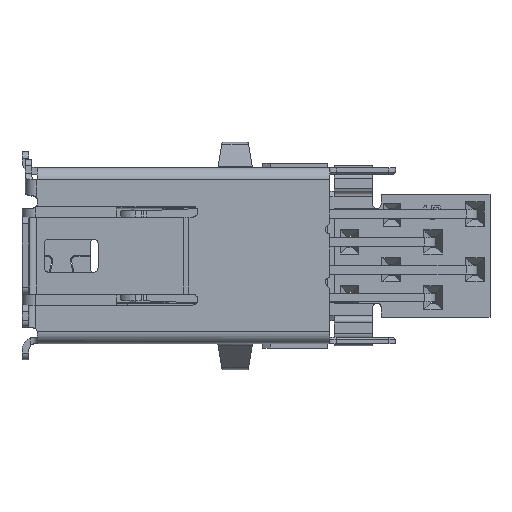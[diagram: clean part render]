
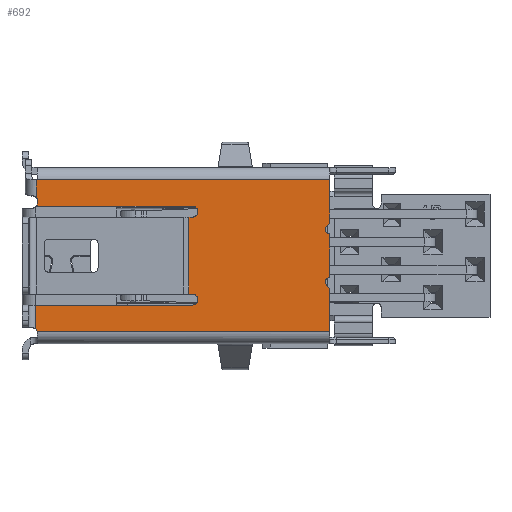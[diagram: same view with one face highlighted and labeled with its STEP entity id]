
A CAD part, top view. The second image highlights one B-rep face of the part: STEP entity #692.
In plain terms, the highlighted planar face has unit normal (0, 0, 1).
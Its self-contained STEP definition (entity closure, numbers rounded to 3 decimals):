
#77=CARTESIAN_POINT('',(-2.4,-1.75,2.95));
#78=VERTEX_POINT('',#77);
#79=CARTESIAN_POINT('',(-2.556,-1.75,2.95));
#80=VERTEX_POINT('',#79);
#81=CARTESIAN_POINT('',(-2.4,-1.75,2.95));
#82=DIRECTION('',(-1.,0.,0.));
#83=VECTOR('',#82,0.156);
#84=LINE('',#81,#83);
#85=EDGE_CURVE('',#78,#80,#84,.T.);
#483=CARTESIAN_POINT('',(-2.15,-2.,2.95));
#484=VERTEX_POINT('',#483);
#491=CARTESIAN_POINT('',(-2.4,-2.,2.95));
#492=DIRECTION('',(1.,0.,0.));
#493=DIRECTION('',(0.,0.,1.));
#494=AXIS2_PLACEMENT_3D('',#491,#493,#492);
#495=CIRCLE('',#494,0.25);
#496=EDGE_CURVE('',#484,#78,#495,.T.);
#502=CARTESIAN_POINT('',(-2.851,0.,2.95));
#503=DIRECTION('',(0.,1.,0.));
#504=DIRECTION('',(0.,0.,1.));
#505=AXIS2_PLACEMENT_3D('',#502,#504,#503);
#506=PLANE('',#505);
#507=CARTESIAN_POINT('',(-2.4,2.25,2.95));
#508=VERTEX_POINT('',#507);
#509=CARTESIAN_POINT('',(-2.15,2.,2.95));
#510=VERTEX_POINT('',#509);
#511=CARTESIAN_POINT('',(-2.4,2.,2.95));
#512=DIRECTION('',(0.,1.,0.));
#513=DIRECTION('',(0.,0.,-1.));
#514=AXIS2_PLACEMENT_3D('',#511,#513,#512);
#515=CIRCLE('',#514,0.25);
#516=EDGE_CURVE('',#508,#510,#515,.T.);
#517=ORIENTED_EDGE('',*,*,#516,.T.);
#518=CARTESIAN_POINT('',(-2.4,1.75,2.95));
#519=VERTEX_POINT('',#518);
#520=CARTESIAN_POINT('',(-2.4,2.,2.95));
#521=DIRECTION('',(1.,0.,0.));
#522=DIRECTION('',(0.,0.,-1.));
#523=AXIS2_PLACEMENT_3D('',#520,#522,#521);
#524=CIRCLE('',#523,0.25);
#525=EDGE_CURVE('',#510,#519,#524,.T.);
#526=ORIENTED_EDGE('',*,*,#525,.T.);
#527=CARTESIAN_POINT('',(-2.556,1.75,2.95));
#528=VERTEX_POINT('',#527);
#529=CARTESIAN_POINT('',(-2.4,1.75,2.95));
#530=DIRECTION('',(-1.,0.,0.));
#531=VECTOR('',#530,0.156);
#532=LINE('',#529,#531);
#533=EDGE_CURVE('',#519,#528,#532,.T.);
#534=ORIENTED_EDGE('',*,*,#533,.T.);
#535=CARTESIAN_POINT('',(-2.556,1.75,2.95));
#536=DIRECTION('',(0.,-1.,0.));
#537=VECTOR('',#536,3.5);
#538=LINE('',#535,#537);
#539=EDGE_CURVE('',#528,#80,#538,.T.);
#540=ORIENTED_EDGE('',*,*,#539,.T.);
#541=ORIENTED_EDGE('',*,*,#85,.F.);
#542=ORIENTED_EDGE('',*,*,#496,.F.);
#543=CARTESIAN_POINT('',(-2.4,-2.25,2.95));
#544=VERTEX_POINT('',#543);
#545=CARTESIAN_POINT('',(-2.4,-2.,2.95));
#546=DIRECTION('',(1.,0.,0.));
#547=DIRECTION('',(0.,0.,-1.));
#548=AXIS2_PLACEMENT_3D('',#545,#547,#546);
#549=CIRCLE('',#548,0.25);
#550=EDGE_CURVE('',#484,#544,#549,.T.);
#551=ORIENTED_EDGE('',*,*,#550,.T.);
#552=CARTESIAN_POINT('',(-9.55,-2.25,2.95));
#553=VERTEX_POINT('',#552);
#554=CARTESIAN_POINT('',(-2.4,-2.25,2.95));
#555=DIRECTION('',(-1.,0.,0.));
#556=VECTOR('',#555,7.15);
#557=LINE('',#554,#556);
#558=EDGE_CURVE('',#544,#553,#557,.T.);
#559=ORIENTED_EDGE('',*,*,#558,.T.);
#560=CARTESIAN_POINT('',(-9.55,-3.326,2.95));
#561=VERTEX_POINT('',#560);
#562=CARTESIAN_POINT('',(-9.55,-2.25,2.95));
#563=DIRECTION('',(0.,-1.,0.));
#564=VECTOR('',#563,1.076);
#565=LINE('',#562,#564);
#566=EDGE_CURVE('',#553,#561,#565,.T.);
#567=ORIENTED_EDGE('',*,*,#566,.T.);
#568=CARTESIAN_POINT('',(-9.465,-3.455,2.95));
#569=VERTEX_POINT('',#568);
#570=CARTESIAN_POINT('',(-9.75,-3.55,2.95));
#571=DIRECTION('',(0.667,0.745,0.));
#572=DIRECTION('',(0.,0.,-1.));
#573=AXIS2_PLACEMENT_3D('',#570,#572,#571);
#574=CIRCLE('',#573,0.3);
#575=EDGE_CURVE('',#561,#569,#574,.T.);
#576=ORIENTED_EDGE('',*,*,#575,.T.);
#577=CARTESIAN_POINT('',(3.85,-3.455,2.95));
#578=VERTEX_POINT('',#577);
#579=CARTESIAN_POINT('',(-9.465,-3.455,2.95));
#580=DIRECTION('',(1.,0.,0.));
#581=VECTOR('',#580,13.315);
#582=LINE('',#579,#581);
#583=EDGE_CURVE('',#569,#578,#582,.T.);
#584=ORIENTED_EDGE('',*,*,#583,.T.);
#585=CARTESIAN_POINT('',(3.85,-1.483,2.95));
#586=VERTEX_POINT('',#585);
#587=CARTESIAN_POINT('',(3.85,-3.455,2.95));
#588=DIRECTION('',(0.,1.,0.));
#589=VECTOR('',#588,1.972);
#590=LINE('',#587,#589);
#591=EDGE_CURVE('',#578,#586,#590,.T.);
#592=ORIENTED_EDGE('',*,*,#591,.T.);
#593=CARTESIAN_POINT('',(3.709,-1.341,2.95));
#594=VERTEX_POINT('',#593);
#595=CARTESIAN_POINT('',(3.85,-1.483,2.95));
#596=DIRECTION('',(-0.707,0.707,0.));
#597=VECTOR('',#596,0.2);
#598=LINE('',#595,#597);
#599=EDGE_CURVE('',#586,#594,#598,.T.);
#600=ORIENTED_EDGE('',*,*,#599,.T.);
#601=CARTESIAN_POINT('',(3.85,-1.,2.95));
#602=VERTEX_POINT('',#601);
#603=CARTESIAN_POINT('',(3.85,-1.2,2.95));
#604=DIRECTION('',(-0.707,-0.707,0.));
#605=DIRECTION('',(0.,0.,-1.));
#606=AXIS2_PLACEMENT_3D('',#603,#605,#604);
#607=CIRCLE('',#606,0.2);
#608=EDGE_CURVE('',#594,#602,#607,.T.);
#609=ORIENTED_EDGE('',*,*,#608,.T.);
#610=CARTESIAN_POINT('',(3.85,1.,2.95));
#611=VERTEX_POINT('',#610);
#612=CARTESIAN_POINT('',(3.85,-1.,2.95));
#613=DIRECTION('',(0.,1.,0.));
#614=VECTOR('',#613,2.);
#615=LINE('',#612,#614);
#616=EDGE_CURVE('',#602,#611,#615,.T.);
#617=ORIENTED_EDGE('',*,*,#616,.T.);
#618=CARTESIAN_POINT('',(3.709,1.341,2.95));
#619=VERTEX_POINT('',#618);
#620=CARTESIAN_POINT('',(3.85,1.2,2.95));
#621=DIRECTION('',(0.,-1.,0.));
#622=DIRECTION('',(0.,0.,-1.));
#623=AXIS2_PLACEMENT_3D('',#620,#622,#621);
#624=CIRCLE('',#623,0.2);
#625=EDGE_CURVE('',#611,#619,#624,.T.);
#626=ORIENTED_EDGE('',*,*,#625,.T.);
#627=CARTESIAN_POINT('',(3.85,1.483,2.95));
#628=VERTEX_POINT('',#627);
#629=CARTESIAN_POINT('',(3.709,1.341,2.95));
#630=DIRECTION('',(0.707,0.707,0.));
#631=VECTOR('',#630,0.2);
#632=LINE('',#629,#631);
#633=EDGE_CURVE('',#619,#628,#632,.T.);
#634=ORIENTED_EDGE('',*,*,#633,.T.);
#635=CARTESIAN_POINT('',(3.85,3.455,2.95));
#636=VERTEX_POINT('',#635);
#637=CARTESIAN_POINT('',(3.85,1.483,2.95));
#638=DIRECTION('',(0.,1.,0.));
#639=VECTOR('',#638,1.972);
#640=LINE('',#637,#639);
#641=EDGE_CURVE('',#628,#636,#640,.T.);
#642=ORIENTED_EDGE('',*,*,#641,.T.);
#643=CARTESIAN_POINT('',(-9.45,3.455,2.95));
#644=VERTEX_POINT('',#643);
#645=CARTESIAN_POINT('',(3.85,3.455,2.95));
#646=DIRECTION('',(-1.,0.,0.));
#647=VECTOR('',#646,13.3);
#648=LINE('',#645,#647);
#649=EDGE_CURVE('',#636,#644,#648,.T.);
#650=ORIENTED_EDGE('',*,*,#649,.T.);
#651=CARTESIAN_POINT('',(-9.5,3.455,2.95));
#652=VERTEX_POINT('',#651);
#653=CARTESIAN_POINT('',(-9.45,3.455,2.95));
#654=DIRECTION('',(-1.,0.,0.));
#655=VECTOR('',#654,0.05);
#656=LINE('',#653,#655);
#657=EDGE_CURVE('',#644,#652,#656,.T.);
#658=ORIENTED_EDGE('',*,*,#657,.T.);
#659=CARTESIAN_POINT('',(-9.5,2.649,2.95));
#660=VERTEX_POINT('',#659);
#661=CARTESIAN_POINT('',(-9.5,3.455,2.95));
#662=DIRECTION('',(0.,-1.,0.));
#663=VECTOR('',#662,0.806);
#664=LINE('',#661,#663);
#665=EDGE_CURVE('',#652,#660,#664,.T.);
#666=ORIENTED_EDGE('',*,*,#665,.T.);
#667=CARTESIAN_POINT('',(-9.45,2.516,2.95));
#668=VERTEX_POINT('',#667);
#669=CARTESIAN_POINT('',(-9.5,2.649,2.95));
#670=CARTESIAN_POINT('',(-9.468,2.612,2.95));
#671=CARTESIAN_POINT('',(-9.45,2.565,2.95));
#672=CARTESIAN_POINT('',(-9.45,2.516,2.95));
#673=B_SPLINE_CURVE_WITH_KNOTS('',3,(#669,#670,#671,#672),.UNSPECIFIED.,.F.,.U.,(4,4),(0.,1.),.UNSPECIFIED.);
#674=EDGE_CURVE('',#660,#668,#673,.T.);
#675=ORIENTED_EDGE('',*,*,#674,.T.);
#676=CARTESIAN_POINT('',(-9.45,2.25,2.95));
#677=VERTEX_POINT('',#676);
#678=CARTESIAN_POINT('',(-9.45,2.516,2.95));
#679=DIRECTION('',(0.,-1.,0.));
#680=VECTOR('',#679,0.266);
#681=LINE('',#678,#680);
#682=EDGE_CURVE('',#668,#677,#681,.T.);
#683=ORIENTED_EDGE('',*,*,#682,.T.);
#684=CARTESIAN_POINT('',(-9.45,2.25,2.95));
#685=DIRECTION('',(1.,0.,0.));
#686=VECTOR('',#685,7.05);
#687=LINE('',#684,#686);
#688=EDGE_CURVE('',#677,#508,#687,.T.);
#689=ORIENTED_EDGE('',*,*,#688,.T.);
#690=EDGE_LOOP('',(#517,#526,#534,#540,#541,#542,#551,#559,#567,#576,#584,#592,#600,#609,#617,#626,#634,#642,#650,#658,#666,#675,#683,#689));
#691=FACE_OUTER_BOUND('',#690,.T.);
#692=ADVANCED_FACE('',(#691),#506,.T.);
